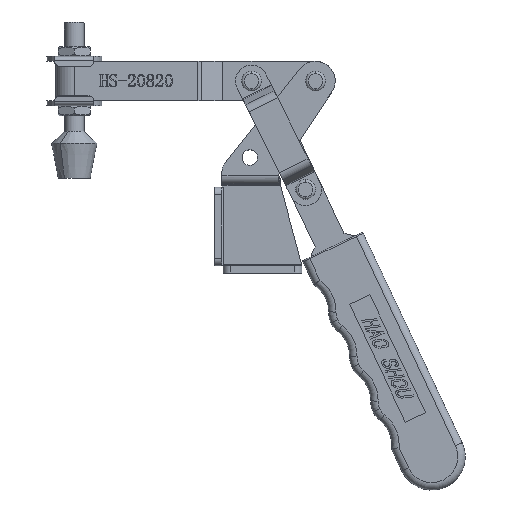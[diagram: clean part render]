
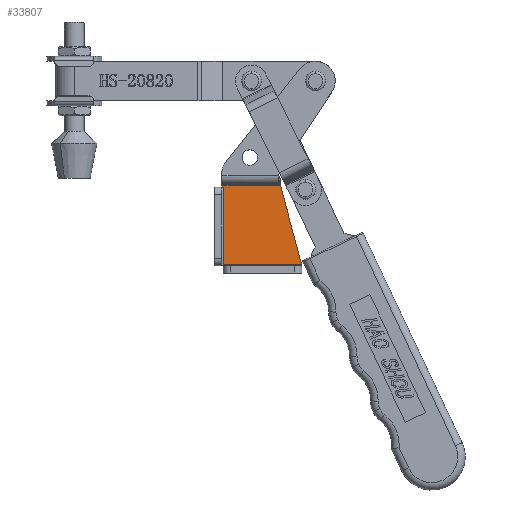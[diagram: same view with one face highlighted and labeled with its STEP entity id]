
A CAD part, top view. The second image highlights one B-rep face of the part: STEP entity #33807.
In plain terms, the highlighted planar face has unit normal (0, 0, 1).
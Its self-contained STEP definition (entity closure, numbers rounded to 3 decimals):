
#3311 = LINE ( 'NONE', #36386, #3746 ) ;
#3312 = VECTOR ( 'NONE', #36393, 1000. ) ;
#3314 = LINE ( 'NONE', #36390, #3317 ) ;
#3315 = VECTOR ( 'NONE', #36395, 1000. ) ;
#3317 = VECTOR ( 'NONE', #36388, 1000. ) ;
#3319 = LINE ( 'NONE', #36397, #3757 ) ;
#3320 = VECTOR ( 'NONE', #36396, 1000. ) ;
#3323 = LINE ( 'NONE', #36444, #3312 ) ;
#3334 = LINE ( 'NONE', #36398, #3320 ) ;
#3746 = VECTOR ( 'NONE', #36384, 1000. ) ;
#3757 = VECTOR ( 'NONE', #36381, 1000. ) ;
#4014 = LINE ( 'NONE', #36424, #3315 ) ;
#6693 = AXIS2_PLACEMENT_3D ( 'NONE', #6960, #6944, #6943 ) ;
#6943 = DIRECTION ( 'NONE',  ( -1., 0., 0. ) ) ;
#6944 = DIRECTION ( 'NONE',  ( 0., 0., -1. ) ) ;
#6950 = PLANE ( 'NONE',  #6693 ) ;
#6960 = CARTESIAN_POINT ( 'NONE',  ( 5., 38.263, 0. ) ) ;
#8388 = EDGE_LOOP ( 'NONE', ( #22694, #22692, #22689, #22687, #22685, #22683 ) ) ;
#22683 = ORIENTED_EDGE ( 'NONE', *, *, #28662, .F. ) ;
#22685 = ORIENTED_EDGE ( 'NONE', *, *, #28661, .F. ) ;
#22687 = ORIENTED_EDGE ( 'NONE', *, *, #28660, .T. ) ;
#22689 = ORIENTED_EDGE ( 'NONE', *, *, #28659, .T. ) ;
#22692 = ORIENTED_EDGE ( 'NONE', *, *, #28658, .T. ) ;
#22694 = ORIENTED_EDGE ( 'NONE', *, *, #28657, .F. ) ;
#24373 = VERTEX_POINT ( 'NONE', #39044 ) ;
#26353 = VERTEX_POINT ( 'NONE', #38892 ) ;
#26408 = VERTEX_POINT ( 'NONE', #38807 ) ;
#26432 = VERTEX_POINT ( 'NONE', #38761 ) ;
#26438 = VERTEX_POINT ( 'NONE', #38747 ) ;
#26440 = VERTEX_POINT ( 'NONE', #38739 ) ;
#28657 = EDGE_CURVE ( 'NONE', #26440, #26408, #3334, .T. ) ;
#28658 = EDGE_CURVE ( 'NONE', #26440, #26438, #4014, .T. ) ;
#28659 = EDGE_CURVE ( 'NONE', #26438, #24373, #3323, .T. ) ;
#28660 = EDGE_CURVE ( 'NONE', #24373, #26353, #3314, .T. ) ;
#28661 = EDGE_CURVE ( 'NONE', #26432, #26353, #3311, .T. ) ;
#28662 = EDGE_CURVE ( 'NONE', #26408, #26432, #3319, .T. ) ;
#33807 = ADVANCED_FACE ( 'NONE', ( #41452 ), #6950, .F. ) ;
#36381 = DIRECTION ( 'NONE',  ( 0., 1., 0. ) ) ;
#36384 = DIRECTION ( 'NONE',  ( -1., 0., 0. ) ) ;
#36386 = CARTESIAN_POINT ( 'NONE',  ( 0.5, 31.8, 0. ) ) ;
#36388 = DIRECTION ( 'NONE',  ( 0., -1., 0. ) ) ;
#36390 = CARTESIAN_POINT ( 'NONE',  ( 0., 0., 0. ) ) ;
#36393 = DIRECTION ( 'NONE',  ( -1., 0., 0. ) ) ;
#36395 = DIRECTION ( 'NONE',  ( -0.259, 0.966, 0. ) ) ;
#36396 = DIRECTION ( 'NONE',  ( -1., 0., 0. ) ) ;
#36397 = CARTESIAN_POINT ( 'NONE',  ( 0.5, 0., 0. ) ) ;
#36398 = CARTESIAN_POINT ( 'NONE',  ( 32.5, 0.5, 0. ) ) ;
#36424 = CARTESIAN_POINT ( 'NONE',  ( 23.127, 34.979, 0. ) ) ;
#36444 = CARTESIAN_POINT ( 'NONE',  ( 5., 32.5, 0. ) ) ;
#38739 = CARTESIAN_POINT ( 'NONE',  ( 32.366, 0.5, 0. ) ) ;
#38747 = CARTESIAN_POINT ( 'NONE',  ( 23.792, 32.5, 0. ) ) ;
#38761 = CARTESIAN_POINT ( 'NONE',  ( 0.5, 31.8, 0. ) ) ;
#38807 = CARTESIAN_POINT ( 'NONE',  ( 0.5, 0.5, 0. ) ) ;
#38892 = CARTESIAN_POINT ( 'NONE',  ( 0., 31.8, 0. ) ) ;
#39044 = CARTESIAN_POINT ( 'NONE',  ( 0., 32.5, 0. ) ) ;
#41452 = FACE_OUTER_BOUND ( 'NONE', #8388, .T. ) ;
